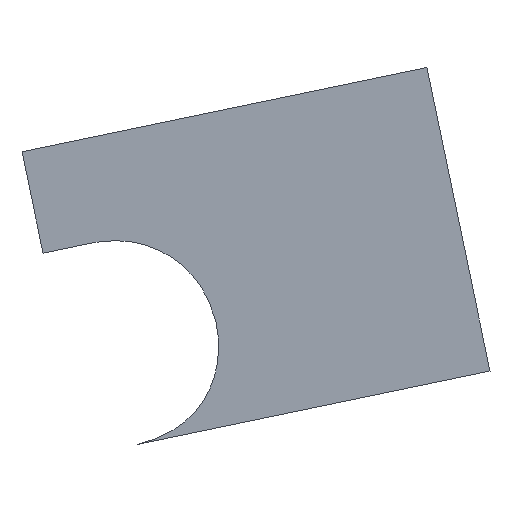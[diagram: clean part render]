
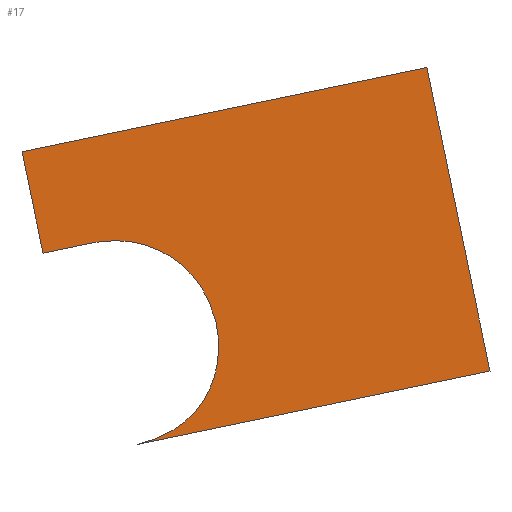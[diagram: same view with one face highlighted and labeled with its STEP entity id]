
A CAD part, top view. The second image highlights one B-rep face of the part: STEP entity #17.
In plain terms, the highlighted planar face has unit normal (0, 0, 1).
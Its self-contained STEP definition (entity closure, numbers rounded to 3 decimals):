
#17 = ADVANCED_FACE('',(#18),#32,.T.);
#18 = FACE_BOUND('',#19,.F.);
#19 = EDGE_LOOP('',(#20,#43,#59,#75,#97,#119,#135));
#20 = ORIENTED_EDGE('',*,*,#21,.T.);
#21 = EDGE_CURVE('',#22,#24,#26,.T.);
#22 = VERTEX_POINT('',#23);
#23 = CARTESIAN_POINT('',(-10.573,6.562,
    0.));
#24 = VERTEX_POINT('',#25);
#25 = CARTESIAN_POINT('',(12.933,11.447,
    0.));
#26 = SURFACE_CURVE('',#27,(#31),.PCURVE_S1.);
#27 = LINE('',#28,#29);
#28 = CARTESIAN_POINT('',(-10.573,6.562,
    0.));
#29 = VECTOR('',#30,1.);
#30 = DIRECTION('',(0.979,0.203,0.));
#31 = PCURVE('',#32,#37);
#32 = PLANE('',#33);
#33 = AXIS2_PLACEMENT_3D('',#34,#35,#36);
#34 = CARTESIAN_POINT('',(16.774,-6.263,
    0.));
#35 = DIRECTION('',(0.,0.,1.));
#36 = DIRECTION('',(-0.203,0.979,0.));
#37 = DEFINITIONAL_REPRESENTATION('',(#38),#42);
#38 = LINE('',#39,#40);
#39 = CARTESIAN_POINT('',(18.121,24.165));
#40 = VECTOR('',#41,1.);
#41 = DIRECTION('',(0.,-1.));
#42 = ( GEOMETRIC_REPRESENTATION_CONTEXT(2) 
PARAMETRIC_REPRESENTATION_CONTEXT() REPRESENTATION_CONTEXT('2D SPACE',''
  ) );
#43 = ORIENTED_EDGE('',*,*,#44,.T.);
#44 = EDGE_CURVE('',#24,#45,#47,.T.);
#45 = VERTEX_POINT('',#46);
#46 = CARTESIAN_POINT('',(16.595,-6.175,
    0.));
#47 = SURFACE_CURVE('',#48,(#52),.PCURVE_S1.);
#48 = LINE('',#49,#50);
#49 = CARTESIAN_POINT('',(12.933,11.447,
    0.));
#50 = VECTOR('',#51,1.);
#51 = DIRECTION('',(0.203,-0.979,0.));
#52 = PCURVE('',#32,#53);
#53 = DEFINITIONAL_REPRESENTATION('',(#54),#58);
#54 = LINE('',#55,#56);
#55 = CARTESIAN_POINT('',(18.121,0.157));
#56 = VECTOR('',#57,1.);
#57 = DIRECTION('',(-1.,0.));
#58 = ( GEOMETRIC_REPRESENTATION_CONTEXT(2) 
PARAMETRIC_REPRESENTATION_CONTEXT() REPRESENTATION_CONTEXT('2D SPACE',''
  ) );
#59 = ORIENTED_EDGE('',*,*,#60,.T.);
#60 = EDGE_CURVE('',#45,#61,#63,.T.);
#61 = VERTEX_POINT('',#62);
#62 = CARTESIAN_POINT('',(-3.896,-10.433,
    0.));
#63 = SURFACE_CURVE('',#64,(#68),.PCURVE_S1.);
#64 = LINE('',#65,#66);
#65 = CARTESIAN_POINT('',(16.595,-6.175,
    0.));
#66 = VECTOR('',#67,1.);
#67 = DIRECTION('',(-0.979,-0.203,0.));
#68 = PCURVE('',#32,#69);
#69 = DEFINITIONAL_REPRESENTATION('',(#70),#74);
#70 = LINE('',#71,#72);
#71 = CARTESIAN_POINT('',(0.123,0.157));
#72 = VECTOR('',#73,1.);
#73 = DIRECTION('',(0.,1.));
#74 = ( GEOMETRIC_REPRESENTATION_CONTEXT(2) 
PARAMETRIC_REPRESENTATION_CONTEXT() REPRESENTATION_CONTEXT('2D SPACE',''
  ) );
#75 = ORIENTED_EDGE('',*,*,#76,.T.);
#76 = EDGE_CURVE('',#61,#77,#79,.T.);
#77 = VERTEX_POINT('',#78);
#78 = CARTESIAN_POINT('',(0.694,-3.359,
    0.));
#79 = SURFACE_CURVE('',#80,(#87),.PCURVE_S1.);
#80 = B_SPLINE_CURVE_WITH_KNOTS('',3,(#81,#82,#83,#84,#85,#86),
  .UNSPECIFIED.,.F.,.F.,(4,1,1,4),(0.,0.333,0.667,1.),
  .UNSPECIFIED.);
#81 = CARTESIAN_POINT('',(-3.896,-10.433,
    0.));
#82 = CARTESIAN_POINT('',(-2.725,-10.153,
    0.));
#83 = CARTESIAN_POINT('',(-0.821,-9.252,
    0.));
#84 = CARTESIAN_POINT('',(0.863,-6.567,
    0.));
#85 = CARTESIAN_POINT('',(0.913,-4.507,
    0.));
#86 = CARTESIAN_POINT('',(0.694,-3.359,
    0.));
#87 = PCURVE('',#32,#88);
#88 = DEFINITIONAL_REPRESENTATION('',(#89),#96);
#89 = B_SPLINE_CURVE_WITH_KNOTS('',3,(#90,#91,#92,#93,#94,#95),
  .UNSPECIFIED.,.F.,.F.,(4,1,1,4),(0.,0.333,0.667,1.),
  .UNSPECIFIED.);
#90 = CARTESIAN_POINT('',(0.123,21.086));
#91 = CARTESIAN_POINT('',(0.159,19.882));
#92 = CARTESIAN_POINT('',(0.654,17.835));
#93 = CARTESIAN_POINT('',(2.94,15.64));
#94 = CARTESIAN_POINT('',(4.946,15.172));
#95 = CARTESIAN_POINT('',(6.115,15.153));
#96 = ( GEOMETRIC_REPRESENTATION_CONTEXT(2) 
PARAMETRIC_REPRESENTATION_CONTEXT() REPRESENTATION_CONTEXT('2D SPACE',''
  ) );
#97 = ORIENTED_EDGE('',*,*,#98,.T.);
#98 = EDGE_CURVE('',#77,#99,#101,.T.);
#99 = VERTEX_POINT('',#100);
#100 = CARTESIAN_POINT('',(-6.404,1.285,
    0.));
#101 = SURFACE_CURVE('',#102,(#109),.PCURVE_S1.);
#102 = B_SPLINE_CURVE_WITH_KNOTS('',3,(#103,#104,#105,#106,#107,#108),
  .UNSPECIFIED.,.F.,.F.,(4,1,1,4),(0.,0.333,0.667,1.),
  .UNSPECIFIED.);
#103 = CARTESIAN_POINT('',(0.694,-3.359,
    0.));
#104 = CARTESIAN_POINT('',(0.41,-2.245,
    0.));
#105 = CARTESIAN_POINT('',(-0.498,-0.413,
    0.));
#106 = CARTESIAN_POINT('',(-3.189,1.367,
    0.));
#107 = CARTESIAN_POINT('',(-5.253,1.469,
    0.));
#108 = CARTESIAN_POINT('',(-6.404,1.285,
    0.));
#109 = PCURVE('',#32,#110);
#110 = DEFINITIONAL_REPRESENTATION('',(#111),#118);
#111 = B_SPLINE_CURVE_WITH_KNOTS('',3,(#112,#113,#114,#115,#116,#117),
  .UNSPECIFIED.,.F.,.F.,(4,1,1,4),(0.,0.333,0.667,1.),
  .UNSPECIFIED.);
#112 = CARTESIAN_POINT('',(6.115,15.153));
#113 = CARTESIAN_POINT('',(7.264,15.204));
#114 = CARTESIAN_POINT('',(9.242,15.72));
#115 = CARTESIAN_POINT('',(11.533,17.993));
#116 = CARTESIAN_POINT('',(12.052,19.993));
#117 = CARTESIAN_POINT('',(12.106,21.158));
#118 = ( GEOMETRIC_REPRESENTATION_CONTEXT(2) 
PARAMETRIC_REPRESENTATION_CONTEXT() REPRESENTATION_CONTEXT('2D SPACE',''
  ) );
#119 = ORIENTED_EDGE('',*,*,#120,.T.);
#120 = EDGE_CURVE('',#99,#121,#123,.T.);
#121 = VERTEX_POINT('',#122);
#122 = CARTESIAN_POINT('',(-9.349,0.673,
    0.));
#123 = SURFACE_CURVE('',#124,(#128),.PCURVE_S1.);
#124 = LINE('',#125,#126);
#125 = CARTESIAN_POINT('',(-6.404,1.285,
    0.));
#126 = VECTOR('',#127,1.);
#127 = DIRECTION('',(-0.979,-0.203,0.)
  );
#128 = PCURVE('',#32,#129);
#129 = DEFINITIONAL_REPRESENTATION('',(#130),#134);
#130 = LINE('',#131,#132);
#131 = CARTESIAN_POINT('',(12.106,21.158));
#132 = VECTOR('',#133,1.);
#133 = DIRECTION('',(0.,1.));
#134 = ( GEOMETRIC_REPRESENTATION_CONTEXT(2) 
PARAMETRIC_REPRESENTATION_CONTEXT() REPRESENTATION_CONTEXT('2D SPACE',''
  ) );
#135 = ORIENTED_EDGE('',*,*,#136,.T.);
#136 = EDGE_CURVE('',#121,#22,#137,.T.);
#137 = SURFACE_CURVE('',#138,(#142),.PCURVE_S1.);
#138 = LINE('',#139,#140);
#139 = CARTESIAN_POINT('',(-9.349,0.673,
    0.));
#140 = VECTOR('',#141,1.);
#141 = DIRECTION('',(-0.203,0.979,0.)
  );
#142 = PCURVE('',#32,#143);
#143 = DEFINITIONAL_REPRESENTATION('',(#144),#148);
#144 = LINE('',#145,#146);
#145 = CARTESIAN_POINT('',(12.106,24.165));
#146 = VECTOR('',#147,1.);
#147 = DIRECTION('',(1.,0.));
#148 = ( GEOMETRIC_REPRESENTATION_CONTEXT(2) 
PARAMETRIC_REPRESENTATION_CONTEXT() REPRESENTATION_CONTEXT('2D SPACE',''
  ) );
